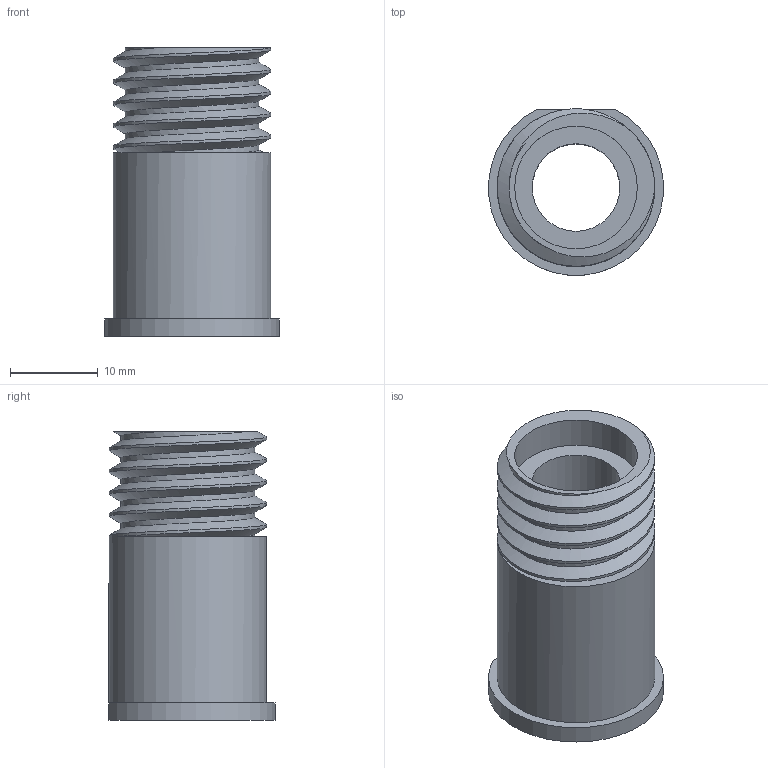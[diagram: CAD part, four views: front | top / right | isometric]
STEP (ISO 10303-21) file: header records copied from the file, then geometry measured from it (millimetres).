
FILE_DESCRIPTION(/* description */ ('Unknown'),/* implementation_level */ '2;1');
FILE_NAME(/* name */ 'Servosaver_Hülse',/* time_stamp */ '2024-01-15T17:22:37+01:00',/* author */ ('Unknown'),/* organization */ ('Unknown'),/* preprocessor_version */ 'ST-DEVELOPER v18.104',/* originating_system */ 'Solid Edge',/* authorisation */ 'Unknown');
FILE_SCHEMA (('AUTOMOTIVE_DESIGN {1 0 10303 214 3 1 1}'));
Length unit declared in the file: millimetre
Products named in the file (1): Servosaver_Hülse
Bounding box: 19.94 x 18.96 x 33 mm (x, y, z)
Volume: 4901.1 mm3; surface area: 3798.2 mm2
Topology: 1 solids, 1 shells, 20 faces, 46 edges, 30 vertices
Faces by surface type: cylinder 11, plane 7, bspline 2
Full cylindrical faces by diameter (mm): 10 x1, 14 x2, 18 x5
Entity records: 1770 total; most frequent: CARTESIAN_POINT 1452, DIRECTION 59, ORIENTED_EDGE 52, AXIS2_PLACEMENT_3D 27, EDGE_CURVE 26, EDGE_LOOP 23, FACE_BOUND 23, VERTEX_POINT 19
